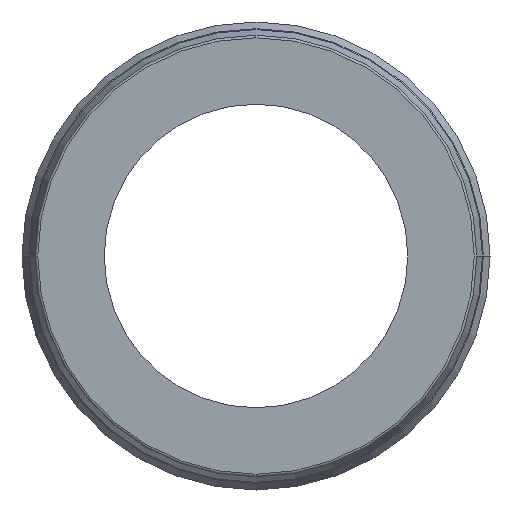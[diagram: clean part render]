
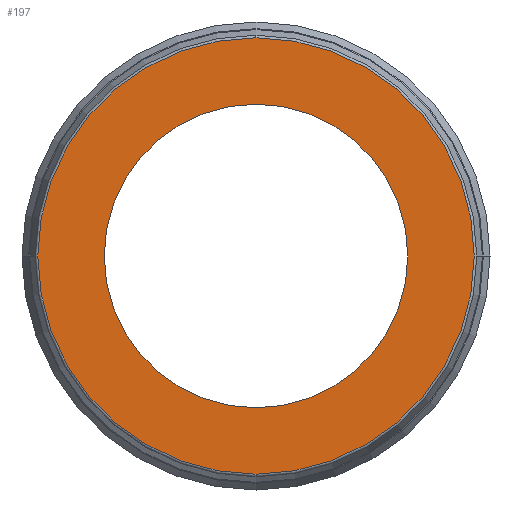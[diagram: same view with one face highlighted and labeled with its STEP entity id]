
A CAD part, front view. The second image highlights one B-rep face of the part: STEP entity #197.
In plain terms, the highlighted planar face has unit normal (0, -1, 0).
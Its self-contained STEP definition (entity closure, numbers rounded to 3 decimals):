
#197=ADVANCED_FACE('',(#510,#511),#512,.T.);
#510=FACE_BOUND('',#829,.T.);
#511=FACE_OUTER_BOUND('',#830,.T.);
#512=PLANE('',#831);
#829=EDGE_LOOP('',(#2121,#2122));
#830=EDGE_LOOP('',(#2123,#2124,#2125));
#831=AXIS2_PLACEMENT_3D('',#2126,#2127,#2128);
#2121=ORIENTED_EDGE('',*,*,#2413,.T.);
#2122=ORIENTED_EDGE('',*,*,#2412,.T.);
#2123=ORIENTED_EDGE('',*,*,#2219,.F.);
#2124=ORIENTED_EDGE('',*,*,#2218,.F.);
#2125=ORIENTED_EDGE('',*,*,#2556,.F.);
#2126=CARTESIAN_POINT('',(4.313,0.,0.0));
#2127=DIRECTION('',(0.,-1.0,0.0));
#2128=DIRECTION('',(-1.0,0.,0.0));
#2218=EDGE_CURVE('',#2709,#2712,#2713,.T.);
#2219=EDGE_CURVE('',#2712,#2714,#2715,.T.);
#2412=EDGE_CURVE('',#3062,#3066,#3068,.T.);
#2413=EDGE_CURVE('',#3066,#3062,#3069,.T.);
#2556=EDGE_CURVE('',#2714,#2709,#3252,.T.);
#2709=VERTEX_POINT('',#3929);
#2712=VERTEX_POINT('',#3932);
#2713=CIRCLE('',#3933,8.625);
#2714=VERTEX_POINT('',#3934);
#2715=CIRCLE('',#3935,8.625);
#3062=VERTEX_POINT('',#4369);
#3066=VERTEX_POINT('',#4374);
#3068=CIRCLE('',#4377,6.0);
#3069=CIRCLE('',#4378,6.0);
#3252=CIRCLE('',#4978,8.625);
#3929=CARTESIAN_POINT('',(0.,0.,8.625));
#3932=CARTESIAN_POINT('',(8.625,0.,0.0));
#3933=AXIS2_PLACEMENT_3D('',#5076,#5077,#5078);
#3934=CARTESIAN_POINT('',(0.,0.,-8.625));
#3935=AXIS2_PLACEMENT_3D('',#5079,#5080,#5081);
#4369=CARTESIAN_POINT('',(6.0,0.,0.));
#4374=CARTESIAN_POINT('',(-6.0,0.,0.));
#4377=AXIS2_PLACEMENT_3D('',#5495,#5496,#5497);
#4378=AXIS2_PLACEMENT_3D('',#5498,#5499,#5500);
#4978=AXIS2_PLACEMENT_3D('',#5734,#5735,#5736);
#5076=CARTESIAN_POINT('',(0.0,0.,0.0));
#5077=DIRECTION('',(-0.0,1.0,0.0));
#5078=DIRECTION('',(1.0,0.0,0.0));
#5079=CARTESIAN_POINT('',(0.0,0.,0.0));
#5080=DIRECTION('',(-0.0,1.0,0.0));
#5081=DIRECTION('',(1.0,0.0,0.0));
#5495=CARTESIAN_POINT('',(0.0,0.,0.0));
#5496=DIRECTION('',(0.,1.0,0.0));
#5497=DIRECTION('',(1.0,0.,0.0));
#5498=CARTESIAN_POINT('',(0.0,0.,0.0));
#5499=DIRECTION('',(0.,1.0,0.0));
#5500=DIRECTION('',(1.0,0.,0.0));
#5734=CARTESIAN_POINT('',(0.0,0.,0.0));
#5735=DIRECTION('',(-0.0,1.0,0.0));
#5736=DIRECTION('',(1.0,0.0,0.0));
